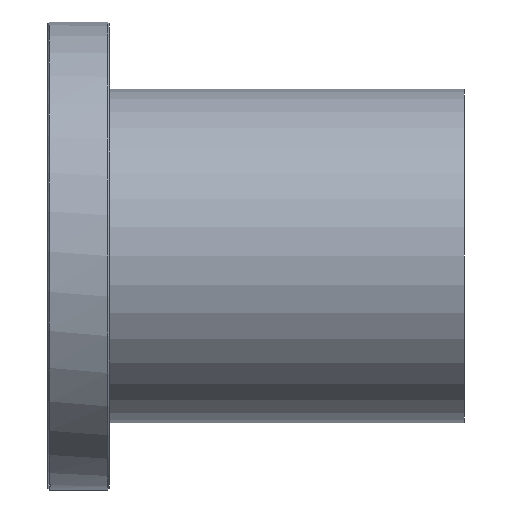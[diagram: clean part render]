
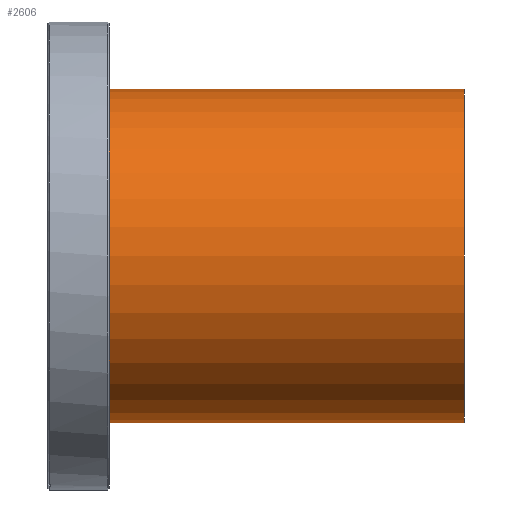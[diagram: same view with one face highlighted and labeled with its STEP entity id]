
A CAD part, left-side view. The second image highlights one B-rep face of the part: STEP entity #2606.
In plain terms, the highlighted cylindrical face has radius 54 mm (diameter 108 mm), a partial arc.
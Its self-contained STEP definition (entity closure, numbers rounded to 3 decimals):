
#45 = LINE ( 'NONE', #2003, #873 ) ;
#231 = CARTESIAN_POINT ( 'NONE',  ( 0., 0., 0. ) ) ;
#249 = DIRECTION ( 'NONE',  ( 0., 0., -1. ) ) ;
#263 = VERTEX_POINT ( 'NONE', #3218 ) ;
#371 = ORIENTED_EDGE ( 'NONE', *, *, #2074, .T. ) ;
#572 = DIRECTION ( 'NONE',  ( 0., 0., 1. ) ) ;
#597 = EDGE_LOOP ( 'NONE', ( #1039, #2500, #371, #3778 ) ) ;
#606 = CIRCLE ( 'NONE', #1520, 54. ) ;
#873 = VECTOR ( 'NONE', #3738, 1000. ) ;
#1039 = ORIENTED_EDGE ( 'NONE', *, *, #4310, .F. ) ;
#1520 = AXIS2_PLACEMENT_3D ( 'NONE', #2024, #4441, #2364 ) ;
#1661 = CIRCLE ( 'NONE', #3204, 54. ) ;
#1747 = AXIS2_PLACEMENT_3D ( 'NONE', #3749, #2346, #249 ) ;
#1843 = LINE ( 'NONE', #2698, #2659 ) ;
#1853 = VERTEX_POINT ( 'NONE', #3148 ) ;
#2003 = CARTESIAN_POINT ( 'NONE',  ( 0., 123.9, 54. ) ) ;
#2024 = CARTESIAN_POINT ( 'NONE',  ( 0., 123.9, 0. ) ) ;
#2074 = EDGE_CURVE ( 'NONE', #1853, #3882, #1843, .T. ) ;
#2346 = DIRECTION ( 'NONE',  ( 0., -1., 0. ) ) ;
#2364 = DIRECTION ( 'NONE',  ( 0., 0., 1. ) ) ;
#2370 = CYLINDRICAL_SURFACE ( 'NONE', #1747, 54. ) ;
#2378 = CARTESIAN_POINT ( 'NONE',  ( 0., 0., -54. ) ) ;
#2500 = ORIENTED_EDGE ( 'NONE', *, *, #2627, .F. ) ;
#2606 = ADVANCED_FACE ( 'NONE', ( #4216 ), #2370, .T. ) ;
#2627 = EDGE_CURVE ( 'NONE', #1853, #2806, #606, .T. ) ;
#2659 = VECTOR ( 'NONE', #4088, 1000. ) ;
#2694 = DIRECTION ( 'NONE',  ( 0., 1., 0. ) ) ;
#2698 = CARTESIAN_POINT ( 'NONE',  ( 0., 123.9, -54. ) ) ;
#2806 = VERTEX_POINT ( 'NONE', #4516 ) ;
#3148 = CARTESIAN_POINT ( 'NONE',  ( 0., 123.9, -54. ) ) ;
#3204 = AXIS2_PLACEMENT_3D ( 'NONE', #231, #2694, #572 ) ;
#3218 = CARTESIAN_POINT ( 'NONE',  ( 0., 0., 54. ) ) ;
#3738 = DIRECTION ( 'NONE',  ( 0., -1., 0. ) ) ;
#3749 = CARTESIAN_POINT ( 'NONE',  ( 0., 123.9, 0. ) ) ;
#3773 = EDGE_CURVE ( 'NONE', #3882, #263, #1661, .T. ) ;
#3778 = ORIENTED_EDGE ( 'NONE', *, *, #3773, .T. ) ;
#3882 = VERTEX_POINT ( 'NONE', #2378 ) ;
#4088 = DIRECTION ( 'NONE',  ( 0., -1., 0. ) ) ;
#4216 = FACE_OUTER_BOUND ( 'NONE', #597, .T. ) ;
#4310 = EDGE_CURVE ( 'NONE', #2806, #263, #45, .T. ) ;
#4441 = DIRECTION ( 'NONE',  ( 0., 1., 0. ) ) ;
#4516 = CARTESIAN_POINT ( 'NONE',  ( 0., 123.9, 54. ) ) ;
